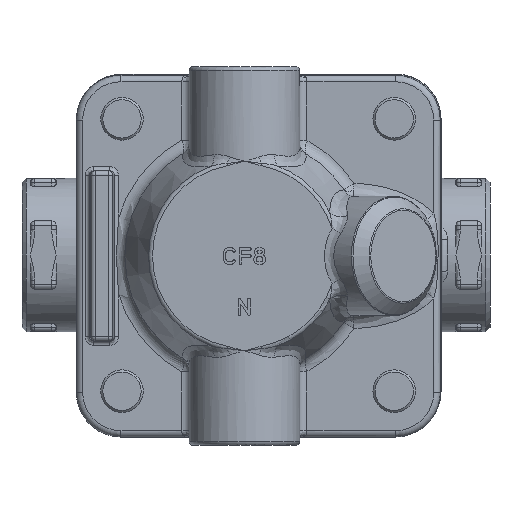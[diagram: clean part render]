
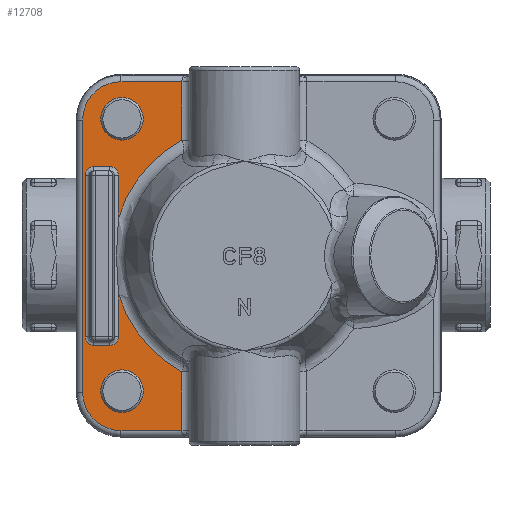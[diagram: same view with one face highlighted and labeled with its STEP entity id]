
A CAD part, front view. The second image highlights one B-rep face of the part: STEP entity #12708.
In plain terms, the highlighted planar face has unit normal (0, -1, 0).
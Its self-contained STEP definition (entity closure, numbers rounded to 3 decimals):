
#234=ELLIPSE('',#13928,2.01,2.);
#235=ELLIPSE('',#13929,2.01,2.);
#236=ELLIPSE('',#13930,2.01,2.);
#237=ELLIPSE('',#13931,2.01,2.);
#916=FACE_BOUND('',#2514,.T.);
#917=FACE_BOUND('',#2515,.T.);
#1681=FACE_OUTER_BOUND('',#2513,.T.);
#2513=EDGE_LOOP('',(#10500,#10501,#10502,#10503,#10504,#10505,#10506,#10507,
#10508,#10509,#10510,#10511,#10512,#10513,#10514,#10515,#10516,#10517));
#2514=EDGE_LOOP('',(#10518));
#2515=EDGE_LOOP('',(#10519));
#3254=CIRCLE('',#13924,30.906);
#3255=CIRCLE('',#13925,9.);
#3256=CIRCLE('',#13926,9.);
#3257=CIRCLE('',#13927,30.906);
#3258=CIRCLE('',#13932,5.);
#3259=CIRCLE('',#13933,5.);
#3900=LINE('',#26276,#4622);
#3901=LINE('',#26278,#4623);
#3902=LINE('',#26282,#4624);
#3903=LINE('',#26286,#4625);
#3904=LINE('',#26288,#4626);
#3905=LINE('',#26292,#4627);
#3906=LINE('',#26296,#4628);
#3907=LINE('',#26300,#4629);
#3908=LINE('',#26304,#4630);
#3909=LINE('',#26307,#4631);
#4622=VECTOR('',#16609,10.);
#4623=VECTOR('',#16610,10.);
#4624=VECTOR('',#16613,10.);
#4625=VECTOR('',#16616,10.);
#4626=VECTOR('',#16617,10.);
#4627=VECTOR('',#16620,10.);
#4628=VECTOR('',#16623,10.);
#4629=VECTOR('',#16626,10.);
#4630=VECTOR('',#16629,10.);
#4631=VECTOR('',#16632,10.);
#5689=VERTEX_POINT('',#26272);
#5690=VERTEX_POINT('',#26273);
#5691=VERTEX_POINT('',#26275);
#5692=VERTEX_POINT('',#26277);
#5693=VERTEX_POINT('',#26279);
#5694=VERTEX_POINT('',#26281);
#5695=VERTEX_POINT('',#26283);
#5696=VERTEX_POINT('',#26285);
#5697=VERTEX_POINT('',#26287);
#5698=VERTEX_POINT('',#26289);
#5699=VERTEX_POINT('',#26291);
#5700=VERTEX_POINT('',#26293);
#5701=VERTEX_POINT('',#26295);
#5702=VERTEX_POINT('',#26297);
#5703=VERTEX_POINT('',#26299);
#5704=VERTEX_POINT('',#26301);
#5705=VERTEX_POINT('',#26303);
#5706=VERTEX_POINT('',#26305);
#5707=VERTEX_POINT('',#26308);
#5708=VERTEX_POINT('',#26310);
#7355=EDGE_CURVE('',#5689,#5690,#3254,.T.);
#7356=EDGE_CURVE('',#5691,#5689,#3900,.T.);
#7357=EDGE_CURVE('',#5692,#5691,#3901,.T.);
#7358=EDGE_CURVE('',#5693,#5692,#3255,.T.);
#7359=EDGE_CURVE('',#5694,#5693,#3902,.T.);
#7360=EDGE_CURVE('',#5695,#5694,#3256,.T.);
#7361=EDGE_CURVE('',#5696,#5695,#3903,.T.);
#7362=EDGE_CURVE('',#5697,#5696,#3904,.T.);
#7363=EDGE_CURVE('',#5698,#5697,#3257,.T.);
#7364=EDGE_CURVE('',#5699,#5698,#3905,.T.);
#7365=EDGE_CURVE('',#5700,#5699,#234,.T.);
#7366=EDGE_CURVE('',#5701,#5700,#3906,.T.);
#7367=EDGE_CURVE('',#5702,#5701,#235,.T.);
#7368=EDGE_CURVE('',#5703,#5702,#3907,.T.);
#7369=EDGE_CURVE('',#5704,#5703,#236,.T.);
#7370=EDGE_CURVE('',#5705,#5704,#3908,.T.);
#7371=EDGE_CURVE('',#5706,#5705,#237,.T.);
#7372=EDGE_CURVE('',#5690,#5706,#3909,.T.);
#7373=EDGE_CURVE('',#5707,#5707,#3258,.T.);
#7374=EDGE_CURVE('',#5708,#5708,#3259,.T.);
#10500=ORIENTED_EDGE('',*,*,#7355,.F.);
#10501=ORIENTED_EDGE('',*,*,#7356,.F.);
#10502=ORIENTED_EDGE('',*,*,#7357,.F.);
#10503=ORIENTED_EDGE('',*,*,#7358,.F.);
#10504=ORIENTED_EDGE('',*,*,#7359,.F.);
#10505=ORIENTED_EDGE('',*,*,#7360,.F.);
#10506=ORIENTED_EDGE('',*,*,#7361,.F.);
#10507=ORIENTED_EDGE('',*,*,#7362,.F.);
#10508=ORIENTED_EDGE('',*,*,#7363,.F.);
#10509=ORIENTED_EDGE('',*,*,#7364,.F.);
#10510=ORIENTED_EDGE('',*,*,#7365,.F.);
#10511=ORIENTED_EDGE('',*,*,#7366,.F.);
#10512=ORIENTED_EDGE('',*,*,#7367,.F.);
#10513=ORIENTED_EDGE('',*,*,#7368,.F.);
#10514=ORIENTED_EDGE('',*,*,#7369,.F.);
#10515=ORIENTED_EDGE('',*,*,#7370,.F.);
#10516=ORIENTED_EDGE('',*,*,#7371,.F.);
#10517=ORIENTED_EDGE('',*,*,#7372,.F.);
#10518=ORIENTED_EDGE('',*,*,#7373,.F.);
#10519=ORIENTED_EDGE('',*,*,#7374,.F.);
#12068=PLANE('',#13923);
#12708=ADVANCED_FACE('',(#1681,#916,#917),#12068,.T.);
#13923=AXIS2_PLACEMENT_3D('',#26271,#16605,#16606);
#13924=AXIS2_PLACEMENT_3D('',#26274,#16607,#16608);
#13925=AXIS2_PLACEMENT_3D('',#26280,#16611,#16612);
#13926=AXIS2_PLACEMENT_3D('',#26284,#16614,#16615);
#13927=AXIS2_PLACEMENT_3D('',#26290,#16618,#16619);
#13928=AXIS2_PLACEMENT_3D('',#26294,#16621,#16622);
#13929=AXIS2_PLACEMENT_3D('',#26298,#16624,#16625);
#13930=AXIS2_PLACEMENT_3D('',#26302,#16627,#16628);
#13931=AXIS2_PLACEMENT_3D('',#26306,#16630,#16631);
#13932=AXIS2_PLACEMENT_3D('',#26309,#16633,#16634);
#13933=AXIS2_PLACEMENT_3D('',#26311,#16635,#16636);
#16605=DIRECTION('center_axis',(0.,-1.,0.));
#16606=DIRECTION('ref_axis',(1.,0.,0.));
#16607=DIRECTION('center_axis',(0.,-1.,0.));
#16608=DIRECTION('ref_axis',(-1.,0.,0.));
#16609=DIRECTION('',(0.,0.,-1.));
#16610=DIRECTION('',(1.,0.,0.));
#16611=DIRECTION('center_axis',(0.,1.,0.));
#16612=DIRECTION('ref_axis',(-0.707,0.,0.707));
#16613=DIRECTION('',(0.,0.,1.));
#16614=DIRECTION('center_axis',(0.,1.,0.));
#16615=DIRECTION('ref_axis',(-0.707,0.,-0.707));
#16616=DIRECTION('',(-1.,0.,0.));
#16617=DIRECTION('',(0.,0.,-1.));
#16618=DIRECTION('center_axis',(0.,-1.,0.));
#16619=DIRECTION('ref_axis',(-1.,0.,0.));
#16620=DIRECTION('',(0.,0.,1.));
#16621=DIRECTION('center_axis',(0.,-1.,0.));
#16622=DIRECTION('ref_axis',(1.,0.,0.));
#16623=DIRECTION('',(1.,0.,0.));
#16624=DIRECTION('center_axis',(0.,-1.,0.));
#16625=DIRECTION('ref_axis',(-1.,0.,0.));
#16626=DIRECTION('',(0.,0.,-1.));
#16627=DIRECTION('center_axis',(0.,-1.,0.));
#16628=DIRECTION('ref_axis',(-1.,0.,0.));
#16629=DIRECTION('',(-1.,0.,0.));
#16630=DIRECTION('center_axis',(0.,-1.,0.));
#16631=DIRECTION('ref_axis',(1.,0.,0.));
#16632=DIRECTION('',(0.,0.,1.));
#16633=DIRECTION('center_axis',(0.,-1.,0.));
#16634=DIRECTION('ref_axis',(-1.,0.,0.));
#16635=DIRECTION('center_axis',(0.,-1.,0.));
#16636=DIRECTION('ref_axis',(-1.,0.,0.));
#26271=CARTESIAN_POINT('Origin',(-6.346,-39.666,-0.249));
#26272=CARTESIAN_POINT('',(-24.293,-39.666,26.989));
#26273=CARTESIAN_POINT('',(-39.191,-39.666,8.71));
#26274=CARTESIAN_POINT('Origin',(-9.597,-39.666,-0.199));
#26275=CARTESIAN_POINT('',(-24.293,-39.666,40.751));
#26276=CARTESIAN_POINT('',(-24.293,-39.666,-0.199));
#26277=CARTESIAN_POINT('',(-38.596,-39.666,40.751));
#26278=CARTESIAN_POINT('',(15.029,-39.666,40.751));
#26279=CARTESIAN_POINT('',(-47.596,-39.666,31.751));
#26280=CARTESIAN_POINT('Origin',(-38.596,-39.666,31.751));
#26281=CARTESIAN_POINT('',(-47.596,-39.666,-32.249));
#26282=CARTESIAN_POINT('',(-47.596,-39.666,21.001));
#26283=CARTESIAN_POINT('',(-38.596,-39.666,-41.249));
#26284=CARTESIAN_POINT('Origin',(-38.596,-39.666,-32.249));
#26285=CARTESIAN_POINT('',(-24.293,-39.666,-41.249));
#26286=CARTESIAN_POINT('',(-27.721,-39.666,-41.249));
#26287=CARTESIAN_POINT('',(-24.293,-39.666,-27.388));
#26288=CARTESIAN_POINT('',(-24.293,-39.666,-0.199));
#26289=CARTESIAN_POINT('',(-39.191,-39.666,-9.108));
#26290=CARTESIAN_POINT('Origin',(-9.597,-39.666,-0.199));
#26291=CARTESIAN_POINT('',(-39.191,-39.666,-19.199));
#26292=CARTESIAN_POINT('',(-39.191,-39.666,-0.224));
#26293=CARTESIAN_POINT('',(-41.201,-39.666,-21.199));
#26294=CARTESIAN_POINT('Origin',(-41.201,-39.666,-19.199));
#26295=CARTESIAN_POINT('',(-44.991,-39.666,-21.199));
#26296=CARTESIAN_POINT('',(-24.721,-39.666,-21.199));
#26297=CARTESIAN_POINT('',(-47.001,-39.666,-19.199));
#26298=CARTESIAN_POINT('Origin',(-44.991,-39.666,-19.199));
#26299=CARTESIAN_POINT('',(-47.001,-39.666,18.801));
#26300=CARTESIAN_POINT('',(-47.001,-39.666,-0.224));
#26301=CARTESIAN_POINT('',(-44.991,-39.666,20.801));
#26302=CARTESIAN_POINT('Origin',(-44.991,-39.666,18.801));
#26303=CARTESIAN_POINT('',(-41.201,-39.666,20.801));
#26304=CARTESIAN_POINT('',(-24.721,-39.666,20.801));
#26305=CARTESIAN_POINT('',(-39.191,-39.666,18.801));
#26306=CARTESIAN_POINT('Origin',(-41.201,-39.666,18.801));
#26307=CARTESIAN_POINT('',(-39.191,-39.666,-0.224));
#26308=CARTESIAN_POINT('',(-33.361,-39.666,32.027));
#26309=CARTESIAN_POINT('Origin',(-38.361,-39.666,32.027));
#26310=CARTESIAN_POINT('',(-33.361,-39.666,-31.966));
#26311=CARTESIAN_POINT('Origin',(-38.361,-39.666,-31.966));
